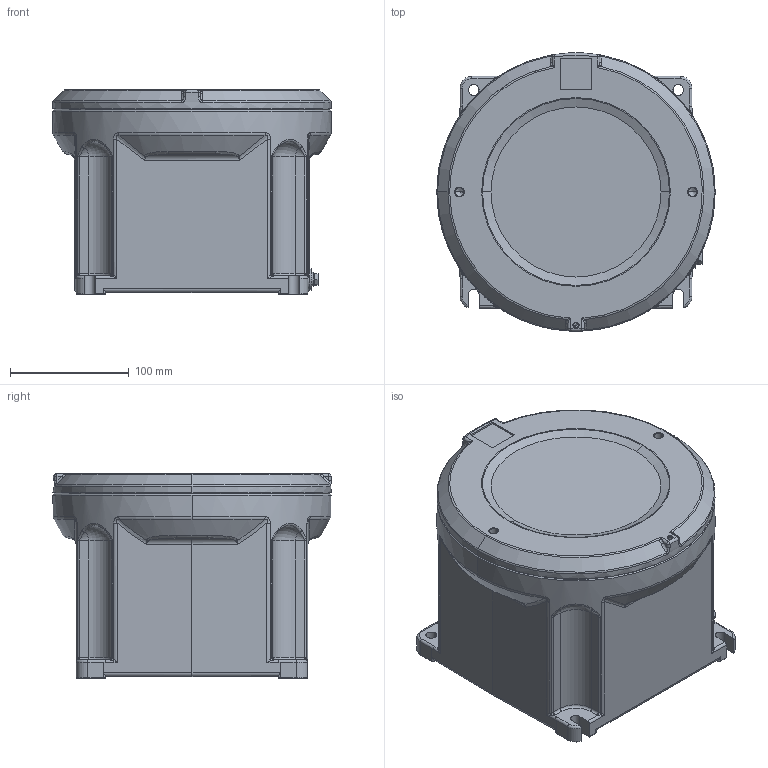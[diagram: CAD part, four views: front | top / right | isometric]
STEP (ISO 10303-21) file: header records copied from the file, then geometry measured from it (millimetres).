
FILE_DESCRIPTION (( 'STEP AP203' ), '1' );
FILE_NAME ('8265_63-__0_-ap203.STEP', '2013-03-05T08:09:29', ( 'Admin' ), ( 'R. STAHL AG' ), 'SwSTEP 2.0', 'SolidWorks 2012', '' );
FILE_SCHEMA (( 'CONFIG_CONTROL_DESIGN' ));
Length unit declared in the file: millimetre
Products named in the file (9): 8265_63-__0_-ap203; 505_706_0_M5x14; 8265_9_055_003_0; 501_619_0_M 6 x 12; 9021_6,4; 914_M 5 x 16; 128_M 6; 8265_9_005_003_6_3d export; 8265_9_004_003_6_8265_9_004_003_3
Assembly tree (14 placements, depth 2):
  8265_63-__0_-ap203
    8265_9_004_003_6_8265_9_004_003_3
    8265_9_005_003_6_3d export
    128_M 6  x2
    914_M 5 x 16
    9021_6,4  x4
    501_619_0_M 6 x 12  x2
    8265_9_055_003_0
    505_706_0_M5x14  x2
Bounding box: 234 x 234 x 172 mm (x, y, z)
Volume: 2536913.6 mm3; surface area: 467007.3 mm2
Topology: 14 solids, 14 shells, 1132 faces, 2672 edges, 1498 vertices
Faces by surface type: cylinder 378, bspline 241, plane 228, torus 151, cone 104, sphere 30
Entity records: 42240 total; most frequent: CARTESIAN_POINT 20093, ORIENTED_EDGE 4564, DIRECTION 4254, EDGE_CURVE 2282, AXIS2_PLACEMENT_3D 1739, VERTEX_POINT 1316, EDGE_LOOP 1044, FACE_OUTER_BOUND 1007
